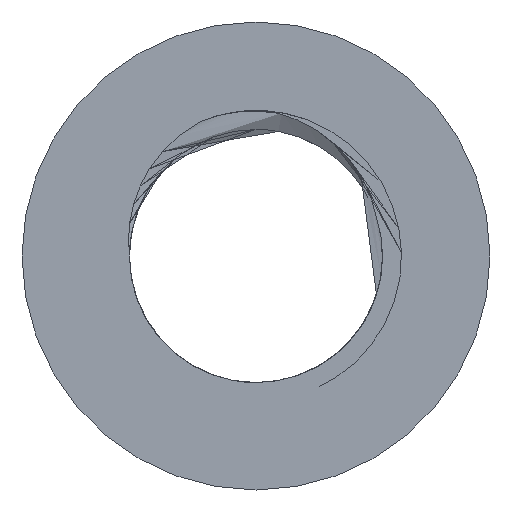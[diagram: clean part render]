
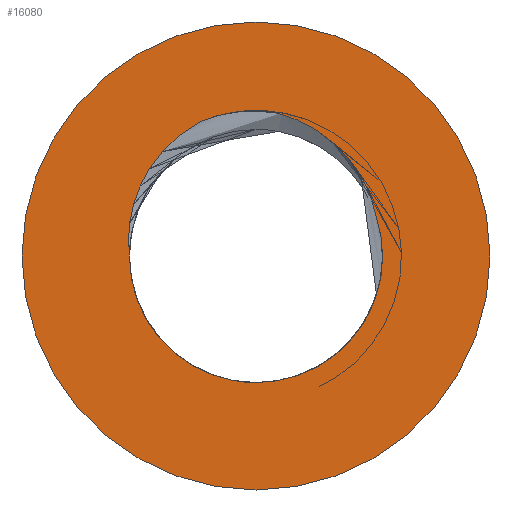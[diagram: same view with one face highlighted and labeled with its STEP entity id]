
A CAD part, front view. The second image highlights one B-rep face of the part: STEP entity #16080.
In plain terms, the highlighted planar face has unit normal (0, -1, 0).
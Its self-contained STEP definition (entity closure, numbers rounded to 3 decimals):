
#55 = DIRECTION ( 'NONE',  ( 0., 0., -1. ) ) ;
#569 = CARTESIAN_POINT ( 'NONE',  ( 8.321, 146.356, 14.3 ) ) ;
#1094 = CARTESIAN_POINT ( 'NONE',  ( -3.381, 146.356, 17.095 ) ) ;
#1116 = CARTESIAN_POINT ( 'NONE',  ( -13.567, 146.356, 9.003 ) ) ;
#1231 = CARTESIAN_POINT ( 'NONE',  ( -14.623, 146.356, 6.384 ) ) ;
#1578 = CARTESIAN_POINT ( 'NONE',  ( -12.57, 146.356, 10.735 ) ) ;
#1629 = DIRECTION ( 'NONE',  ( 0., 1., 0. ) ) ;
#1644 = CARTESIAN_POINT ( 'NONE',  ( 14.026, 146.356, 6.273 ) ) ;
#1805 = CARTESIAN_POINT ( 'NONE',  ( -15.127, 146.356, 4.038 ) ) ;
#2099 = CARTESIAN_POINT ( 'NONE',  ( 1.417, 146.356, 17.355 ) ) ;
#2105 = EDGE_CURVE ( 'NONE', #20173, #20486, #7587, .T. ) ;
#2302 = EDGE_CURVE ( 'NONE', #13479, #20173, #2361, .T. ) ;
#2361 = CIRCLE ( 'NONE', #15456, 15.137 ) ;
#2500 = CARTESIAN_POINT ( 'NONE',  ( 0.043, 146.356, 17.467 ) ) ;
#2504 = CARTESIAN_POINT ( 'NONE',  ( -0.001, 146.356, 0.002 ) ) ;
#2848 = CIRCLE ( 'NONE', #21158, 28. ) ;
#2987 = ORIENTED_EDGE ( 'NONE', *, *, #2105, .F. ) ;
#3743 = CARTESIAN_POINT ( 'NONE',  ( 6.669, 146.356, 15.413 ) ) ;
#3855 = CARTESIAN_POINT ( 'NONE',  ( 7.348, 146.356, 14.997 ) ) ;
#4085 = CARTESIAN_POINT ( 'NONE',  ( 9.557, 146.356, 13.273 ) ) ;
#4215 = CARTESIAN_POINT ( 'NONE',  ( -15.139, 146.356, 0.002 ) ) ;
#4321 = VERTEX_POINT ( 'NONE', #5781 ) ;
#5197 = DIRECTION ( 'NONE',  ( 0., 1., 0. ) ) ;
#5250 = CARTESIAN_POINT ( 'NONE',  ( 12.368, 146.356, 9.906 ) ) ;
#5531 = CARTESIAN_POINT ( 'NONE',  ( -15.139, 146.356, 0.002 ) ) ;
#5711 = CARTESIAN_POINT ( 'NONE',  ( 10.961, 146.356, 11.846 ) ) ;
#5781 = CARTESIAN_POINT ( 'NONE',  ( -0.001, 146.356, -27.998 ) ) ;
#6110 = CARTESIAN_POINT ( 'NONE',  ( -4.056, 146.356, 16.948 ) ) ;
#6465 = AXIS2_PLACEMENT_3D ( 'NONE', #23013, #14239, #55 ) ;
#6725 = CARTESIAN_POINT ( 'NONE',  ( -8.083, 146.356, 15.301 ) ) ;
#6752 = CARTESIAN_POINT ( 'NONE',  ( 14.386, 146.356, 4.707 ) ) ;
#6951 = ORIENTED_EDGE ( 'NONE', *, *, #2302, .F. ) ;
#7012 = CARTESIAN_POINT ( 'NONE',  ( 12.577, 146.356, 9.56 ) ) ;
#7144 = ORIENTED_EDGE ( 'NONE', *, *, #19135, .F. ) ;
#7475 = CARTESIAN_POINT ( 'NONE',  ( 9.256, 146.356, 13.543 ) ) ;
#7587 = CIRCLE ( 'NONE', #6465, 15.137 ) ;
#7881 = DIRECTION ( 'NONE',  ( 0., -1., 0. ) ) ;
#8049 = EDGE_CURVE ( 'NONE', #12836, #4321, #11429, .T. ) ;
#8412 = FACE_BOUND ( 'NONE', #9180, .T. ) ;
#8770 = CARTESIAN_POINT ( 'NONE',  ( -0.001, 146.356, 0.002 ) ) ;
#8779 = B_SPLINE_CURVE_WITH_KNOTS ( 'NONE', 3,
 ( #10543, #17685, #1644, #15925, #23065, #7012, #5250, #12878, #20011, #5711, #11123, #4085, #7475, #9362, #569, #3855, #3743, #11236, #19781, #14521, #19896, #2099 ),
 .UNSPECIFIED., .F., .F.,
 ( 4, 2, 2, 2, 2, 2, 2, 2, 2, 2, 4 ),
 ( 0., 0.002, 0.005, 0.006, 0.007, 0.01, 0.011, 0.012, 0.014, 0.017, 0.019 ),
 .UNSPECIFIED. ) ;
#9001 = DIRECTION ( 'NONE',  ( 0., 0., 1. ) ) ;
#9180 = EDGE_LOOP ( 'NONE', ( #22689, #7144, #21931, #2987, #6951 ) ) ;
#9362 = CARTESIAN_POINT ( 'NONE',  ( 8.638, 146.356, 14.056 ) ) ;
#9649 = CARTESIAN_POINT ( 'NONE',  ( -6.664, 146.356, 16.087 ) ) ;
#9707 = DIRECTION ( 'NONE',  ( 0., 1., 0. ) ) ;
#9736 = B_SPLINE_CURVE_WITH_KNOTS ( 'NONE', 3,
 ( #19381, #6725, #19265, #13883, #10479, #17623, #10022, #1578, #17157, #1116, #15398, #20784, #19028, #1231, #14569, #1805, #10823, #10707, #23114, #5531 ),
 .UNSPECIFIED., .F., .F.,
 ( 4, 2, 2, 2, 2, 2, 2, 2, 2, 4 ),
 ( 0., 0.005, 0.006, 0.007, 0.01, 0.011, 0.012, 0.014, 0.017, 0.019 ),
 .UNSPECIFIED. ) ;
#9821 = DIRECTION ( 'NONE',  ( 0., 0., 1. ) ) ;
#9880 = CARTESIAN_POINT ( 'NONE',  ( 1.417, 146.356, 17.355 ) ) ;
#9926 = AXIS2_PLACEMENT_3D ( 'NONE', #8770, #1629, #9001 ) ;
#10022 = CARTESIAN_POINT ( 'NONE',  ( -11.848, 146.356, 11.696 ) ) ;
#10479 = CARTESIAN_POINT ( 'NONE',  ( -11.064, 146.356, 12.618 ) ) ;
#10543 = CARTESIAN_POINT ( 'NONE',  ( 14.386, 146.356, 4.707 ) ) ;
#10707 = CARTESIAN_POINT ( 'NONE',  ( -15.271, 146.356, 1.616 ) ) ;
#10823 = CARTESIAN_POINT ( 'NONE',  ( -15.217, 146.356, 3.239 ) ) ;
#11123 = CARTESIAN_POINT ( 'NONE',  ( 10.426, 146.356, 12.438 ) ) ;
#11236 = CARTESIAN_POINT ( 'NONE',  ( 5.248, 146.356, 16.149 ) ) ;
#11429 = CIRCLE ( 'NONE', #9926, 28. ) ;
#12836 = VERTEX_POINT ( 'NONE', #15024 ) ;
#12878 = CARTESIAN_POINT ( 'NONE',  ( 11.928, 146.356, 10.576 ) ) ;
#12894 = ORIENTED_EDGE ( 'NONE', *, *, #8049, .F. ) ;
#13158 = CARTESIAN_POINT ( 'NONE',  ( -1.342, 146.356, 17.416 ) ) ;
#13325 = CARTESIAN_POINT ( 'NONE',  ( -0.001, 146.356, -15.136 ) ) ;
#13341 = PLANE ( 'NONE',  #13733 ) ;
#13396 = CARTESIAN_POINT ( 'NONE',  ( -5.378, 146.356, 16.576 ) ) ;
#13479 = VERTEX_POINT ( 'NONE', #4215 ) ;
#13733 = AXIS2_PLACEMENT_3D ( 'NONE', #20470, #9707, #9821 ) ;
#13883 = CARTESIAN_POINT ( 'NONE',  ( -10.786, 146.356, 12.915 ) ) ;
#14239 = DIRECTION ( 'NONE',  ( 0., -1., 0. ) ) ;
#14521 = CARTESIAN_POINT ( 'NONE',  ( 2.985, 146.356, 16.995 ) ) ;
#14569 = CARTESIAN_POINT ( 'NONE',  ( -14.83, 146.356, 5.611 ) ) ;
#15024 = CARTESIAN_POINT ( 'NONE',  ( -0.001, 146.356, 28.002 ) ) ;
#15032 = DIRECTION ( 'NONE',  ( 0., 0., -1. ) ) ;
#15398 = CARTESIAN_POINT ( 'NONE',  ( -13.744, 146.356, 8.642 ) ) ;
#15456 = AXIS2_PLACEMENT_3D ( 'NONE', #2504, #7881, #15032 ) ;
#15925 = CARTESIAN_POINT ( 'NONE',  ( 13.487, 146.356, 7.773 ) ) ;
#16080 = ADVANCED_FACE ( 'NONE', ( #18603, #8412 ), #13341, .F. ) ;
#16127 = CARTESIAN_POINT ( 'NONE',  ( 1.417, 146.356, 17.355 ) ) ;
#16458 = VERTEX_POINT ( 'NONE', #16127 ) ;
#17157 = CARTESIAN_POINT ( 'NONE',  ( -13., 146.356, 10.061 ) ) ;
#17194 = CARTESIAN_POINT ( 'NONE',  ( -6.664, 146.356, 16.087 ) ) ;
#17381 = EDGE_LOOP ( 'NONE', ( #22246, #12894 ) ) ;
#17517 = EDGE_CURVE ( 'NONE', #20486, #16458, #8779, .T. ) ;
#17623 = CARTESIAN_POINT ( 'NONE',  ( -11.595, 146.356, 12.008 ) ) ;
#17685 = CARTESIAN_POINT ( 'NONE',  ( 14.237, 146.356, 5.502 ) ) ;
#17853 = VERTEX_POINT ( 'NONE', #17194 ) ;
#18603 = FACE_OUTER_BOUND ( 'NONE', #17381, .T. ) ;
#18665 = B_SPLINE_CURVE_WITH_KNOTS ( 'NONE', 3,
 ( #9880, #2500, #13158, #1094, #6110, #13396, #22058, #9649 ),
 .UNSPECIFIED., .F., .F.,
 ( 4, 2, 2, 4 ),
 ( 0., 0.004, 0.006, 0.008 ),
 .UNSPECIFIED. ) ;
#19028 = CARTESIAN_POINT ( 'NONE',  ( -14.22, 146.356, 7.525 ) ) ;
#19135 = EDGE_CURVE ( 'NONE', #16458, #17853, #18665, .T. ) ;
#19265 = CARTESIAN_POINT ( 'NONE',  ( -9.361, 146.356, 14.337 ) ) ;
#19268 = DIRECTION ( 'NONE',  ( 0., 0., 1. ) ) ;
#19381 = CARTESIAN_POINT ( 'NONE',  ( -6.664, 146.356, 16.087 ) ) ;
#19781 = CARTESIAN_POINT ( 'NONE',  ( 4.503, 146.356, 16.469 ) ) ;
#19896 = CARTESIAN_POINT ( 'NONE',  ( 2.21, 146.356, 17.203 ) ) ;
#20011 = CARTESIAN_POINT ( 'NONE',  ( 11.695, 146.356, 10.901 ) ) ;
#20173 = VERTEX_POINT ( 'NONE', #13325 ) ;
#20470 = CARTESIAN_POINT ( 'NONE',  ( -0.001, 146.356, 0.002 ) ) ;
#20486 = VERTEX_POINT ( 'NONE', #6752 ) ;
#20784 = CARTESIAN_POINT ( 'NONE',  ( -14.07, 146.356, 7.903 ) ) ;
#21158 = AXIS2_PLACEMENT_3D ( 'NONE', #23004, #5197, #19268 ) ;
#21287 = EDGE_CURVE ( 'NONE', #17853, #13479, #9736, .T. ) ;
#21931 = ORIENTED_EDGE ( 'NONE', *, *, #17517, .F. ) ;
#22058 = CARTESIAN_POINT ( 'NONE',  ( -6.027, 146.356, 16.351 ) ) ;
#22246 = ORIENTED_EDGE ( 'NONE', *, *, #23104, .F. ) ;
#22689 = ORIENTED_EDGE ( 'NONE', *, *, #21287, .F. ) ;
#23004 = CARTESIAN_POINT ( 'NONE',  ( -0.001, 146.356, 0.002 ) ) ;
#23013 = CARTESIAN_POINT ( 'NONE',  ( -0.001, 146.356, 0.002 ) ) ;
#23065 = CARTESIAN_POINT ( 'NONE',  ( 13.159, 146.356, 8.501 ) ) ;
#23104 = EDGE_CURVE ( 'NONE', #4321, #12836, #2848, .T. ) ;
#23114 = CARTESIAN_POINT ( 'NONE',  ( -15.236, 146.356, 0.808 ) ) ;
